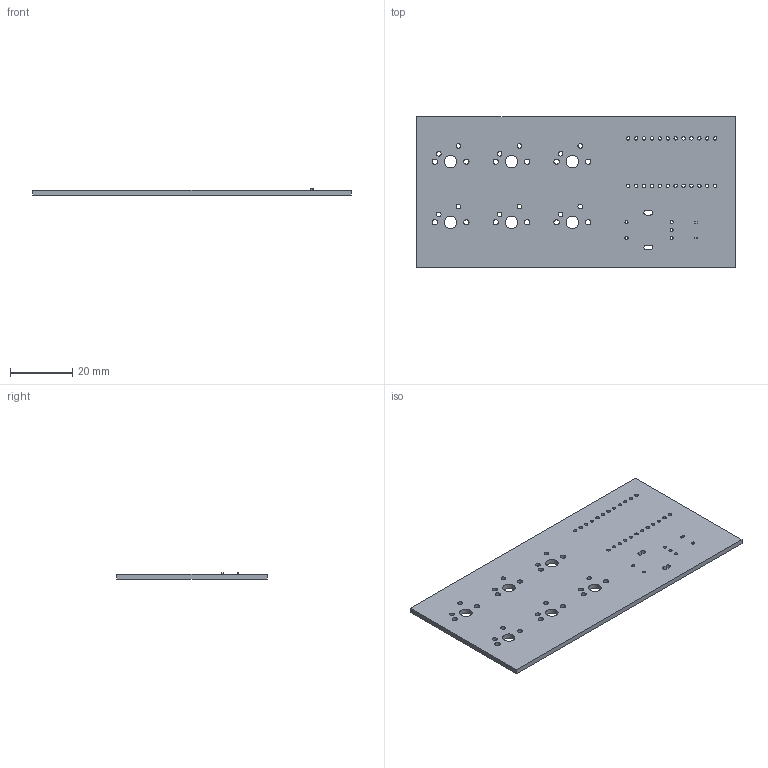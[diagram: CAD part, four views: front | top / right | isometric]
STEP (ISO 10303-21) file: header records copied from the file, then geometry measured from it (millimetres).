
FILE_DESCRIPTION(('KiCad electronic assembly'),'2;1');
FILE_NAME('7_input_macropad.step','2024-07-24T18:15:00',('Pcbnew'),( 'Kicad'),'Open CASCADE STEP processor 7.7','KiCad to STEP converter' ,'Unknown');
FILE_SCHEMA(('AUTOMOTIVE_DESIGN { 1 0 10303 214 1 1 1 1 }'));
Length unit declared in the file: millimetre
Products named in the file (4): 7_input_macropad 1; R_0402_1005Metric; _autosave-secondProject_PCB
Assembly tree (4 placements, depth 3):
  7_input_macropad 1
    R_0402_1005Metric  x2
      R_0402_1005Metric
    _autosave-secondProject_PCB
Bounding box: 102.5 x 48.5 x 2 mm (x, y, z)
Volume: 7701.5 mm3; surface area: 10608.7 mm2
Topology: 3 solids, 3 shells, 126 faces, 352 edges, 232 vertices
Faces by surface type: cylinder 79, plane 47
Full cylindrical faces by diameter (mm): 1 x5, 1.1 x24, 1.5 x12, 1.7 x12, 4 x6
Entity records: 3827 total; most frequent: DIRECTION 636, CARTESIAN_POINT 577, ORIENTED_EDGE 568, EDGE_CURVE 284, AXIS2_PLACEMENT_3D 247, FACE_BOUND 222, EDGE_LOOP 222, VERTEX_POINT 188
